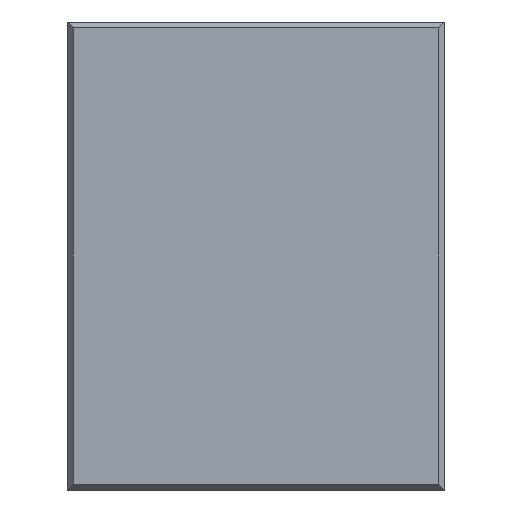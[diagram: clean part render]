
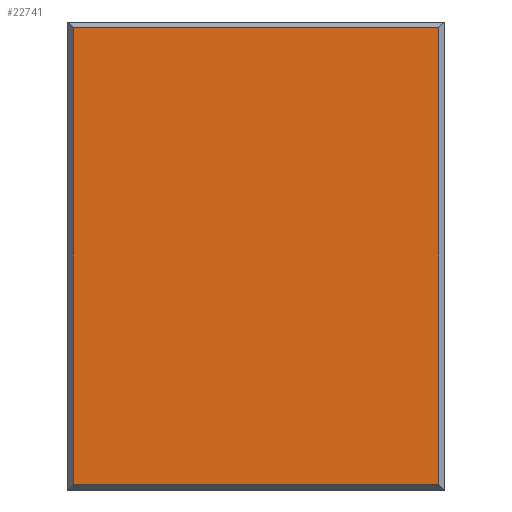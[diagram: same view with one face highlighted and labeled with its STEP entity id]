
A CAD part, left-side view. The second image highlights one B-rep face of the part: STEP entity #22741.
In plain terms, the highlighted planar face has unit normal (-1, 0, 0).
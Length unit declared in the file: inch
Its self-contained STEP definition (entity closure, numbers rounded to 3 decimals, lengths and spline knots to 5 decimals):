
#293 = LINE ( 'NONE', #16059, #17907 ) ;
#1547 = ORIENTED_EDGE ( 'NONE', *, *, #15763, .T. ) ;
#2189 = LINE ( 'NONE', #15279, #13493 ) ;
#2934 = VERTEX_POINT ( 'NONE', #7478 ) ;
#3460 = VERTEX_POINT ( 'NONE', #14864 ) ;
#3810 = ORIENTED_EDGE ( 'NONE', *, *, #23298, .T. ) ;
#5725 = FACE_OUTER_BOUND ( 'NONE', #12397, .T. ) ;
#5780 = DIRECTION ( 'NONE',  ( 0., -1., 0. ) ) ;
#7292 = ORIENTED_EDGE ( 'NONE', *, *, #17939, .T. ) ;
#7478 = CARTESIAN_POINT ( 'NONE',  ( -4.94752, 1.11079, 0.15876 ) ) ;
#7707 = VECTOR ( 'NONE', #18943, 39.37008 ) ;
#8212 = DIRECTION ( 'NONE',  ( 0., 0., 1. ) ) ;
#8679 = AXIS2_PLACEMENT_3D ( 'NONE', #27485, #14698, #8212 ) ;
#9000 = CARTESIAN_POINT ( 'NONE',  ( -4.94752, -0.40821, 2.05376 ) ) ;
#10047 = VECTOR ( 'NONE', #5780, 39.37008 ) ;
#10338 = VERTEX_POINT ( 'NONE', #9000 ) ;
#10985 = ORIENTED_EDGE ( 'NONE', *, *, #11510, .T. ) ;
#11016 = DIRECTION ( 'NONE',  ( 0., 1., 0. ) ) ;
#11510 = EDGE_CURVE ( 'NONE', #3460, #10338, #17743, .T. ) ;
#11791 = DIRECTION ( 'NONE',  ( 0., 0., -1. ) ) ;
#12397 = EDGE_LOOP ( 'NONE', ( #7292, #1547, #3810, #10985 ) ) ;
#13493 = VECTOR ( 'NONE', #11016, 39.37008 ) ;
#14698 = DIRECTION ( 'NONE',  ( -1., 0., 0. ) ) ;
#14864 = CARTESIAN_POINT ( 'NONE',  ( -4.94752, -0.40821, 0.15876 ) ) ;
#15279 = CARTESIAN_POINT ( 'NONE',  ( -4.94752, 0.35129, 2.05376 ) ) ;
#15763 = EDGE_CURVE ( 'NONE', #20510, #2934, #293, .T. ) ;
#16059 = CARTESIAN_POINT ( 'NONE',  ( -4.94752, 1.11079, 1.10626 ) ) ;
#16587 = CARTESIAN_POINT ( 'NONE',  ( -4.94752, -0.40821, 2.08376 ) ) ;
#17743 = LINE ( 'NONE', #16587, #7707 ) ;
#17907 = VECTOR ( 'NONE', #11791, 39.37008 ) ;
#17939 = EDGE_CURVE ( 'NONE', #10338, #20510, #2189, .T. ) ;
#18792 = CARTESIAN_POINT ( 'NONE',  ( -4.94752, 1.11079, 2.05376 ) ) ;
#18943 = DIRECTION ( 'NONE',  ( 0., 0., 1. ) ) ;
#20510 = VERTEX_POINT ( 'NONE', #18792 ) ;
#20753 = LINE ( 'NONE', #20984, #10047 ) ;
#20984 = CARTESIAN_POINT ( 'NONE',  ( -4.94752, -0.43821, 0.15876 ) ) ;
#22741 = ADVANCED_FACE ( 'NONE', ( #5725 ), #27573, .T. ) ;
#23298 = EDGE_CURVE ( 'NONE', #2934, #3460, #20753, .T. ) ;
#27485 = CARTESIAN_POINT ( 'NONE',  ( -4.94752, 0.35129, 1.10626 ) ) ;
#27573 = PLANE ( 'NONE',  #8679 ) ;
